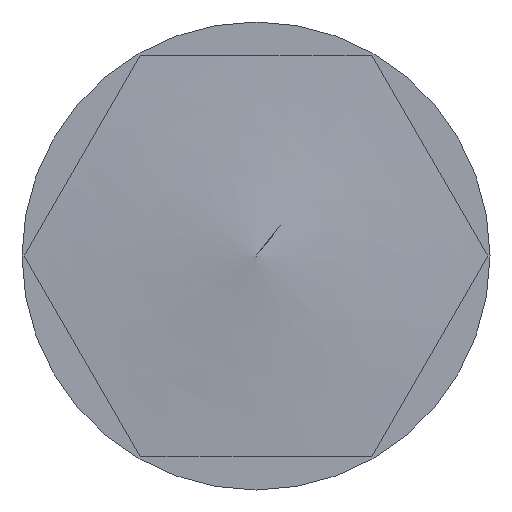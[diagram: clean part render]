
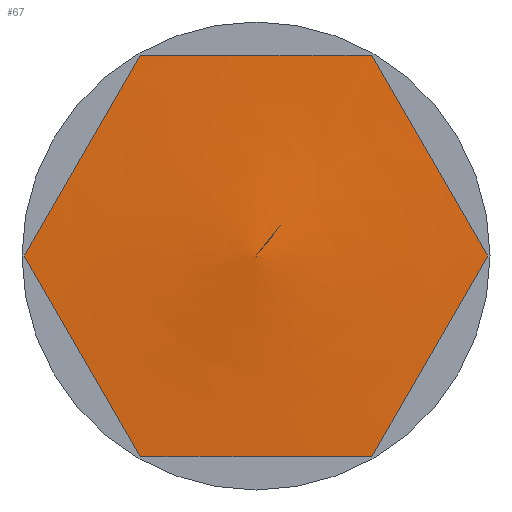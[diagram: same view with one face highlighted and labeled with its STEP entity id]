
A CAD part, left-side view. The second image highlights one B-rep face of the part: STEP entity #67.
In plain terms, the highlighted free-form (B-spline) face has degree [3, 3] with [4, 7] control points.
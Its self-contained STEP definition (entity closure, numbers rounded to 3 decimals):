
#67 = ADVANCED_FACE( '', ( #153, #154 ), #155, .F. );
#153 = FACE_OUTER_BOUND( '', #263, .T. );
#154 = FACE_BOUND( '', #264, .T. );
#155 = ( BOUNDED_SURFACE(  )B_SPLINE_SURFACE( 3, 3, ( ( #267, #268, #269, #270, #271, #272, #273 ), ( #274, #275, #276, #277, #278, #279, #280 ), ( #281, #282, #283, #284, #285, #286, #287 ), ( #288, #289, #290, #291, #292, #293, #294 ) ), .UNSPECIFIED., .F., .T., .F. )B_SPLINE_SURFACE_WITH_KNOTS( ( 4, 4 ), ( 4, 3, 4 ), ( 0., 6.283 ), ( 1.611, 1.643, 1.674 ), .UNSPECIFIED. )GEOMETRIC_REPRESENTATION_ITEM(  )RATIONAL_B_SPLINE_SURFACE( ( ( 1., 0.333, 0.333, 1., 0.333, 0.333, 1. ), ( 1., 0.333, 0.333, 1., 0.333, 0.333, 1. ), ( 1., 0.333, 0.333, 1., 0.333, 0.333, 1. ), ( 1., 0.333, 0.333, 1., 0.333, 0.333, 1. ) ) )REPRESENTATION_ITEM( '' )SURFACE(  ) );
#263 = EDGE_LOOP( '', ( #432, #433, #434, #435, #436, #437 ) );
#264 = VERTEX_LOOP( '', #438 );
#267 = CARTESIAN_POINT( '', ( 0., 0., 0. ) );
#268 = CARTESIAN_POINT( '', ( 0., 0., 0. ) );
#269 = CARTESIAN_POINT( '', ( 0., 0., 0. ) );
#270 = CARTESIAN_POINT( '', ( 0., 0., 0. ) );
#271 = CARTESIAN_POINT( '', ( 0., 0., 0. ) );
#272 = CARTESIAN_POINT( '', ( 0., 0., 0. ) );
#273 = CARTESIAN_POINT( '', ( 0., 0., 0. ) );
#274 = CARTESIAN_POINT( '', ( 0.482, 0., -4.635 ) );
#275 = CARTESIAN_POINT( '', ( 0.482, 9.27, -4.635 ) );
#276 = CARTESIAN_POINT( '', ( 0.482, 9.27, 4.635 ) );
#277 = CARTESIAN_POINT( '', ( 0.482, 0., 4.635 ) );
#278 = CARTESIAN_POINT( '', ( 0.482, -9.27, 4.635 ) );
#279 = CARTESIAN_POINT( '', ( 0.482, -9.27, -4.635 ) );
#280 = CARTESIAN_POINT( '', ( 0.482, 0., -4.635 ) );
#281 = CARTESIAN_POINT( '', ( 0.817, 0., -9.283 ) );
#282 = CARTESIAN_POINT( '', ( 0.817, 18.567, -9.283 ) );
#283 = CARTESIAN_POINT( '', ( 0.817, 18.567, 9.283 ) );
#284 = CARTESIAN_POINT( '', ( 0.817, 0., 9.283 ) );
#285 = CARTESIAN_POINT( '', ( 0.817, -18.567, 9.283 ) );
#286 = CARTESIAN_POINT( '', ( 0.817, -18.567, -9.283 ) );
#287 = CARTESIAN_POINT( '', ( 0.817, 0., -9.283 ) );
#288 = CARTESIAN_POINT( '', ( 1.003, 0., -13.94 ) );
#289 = CARTESIAN_POINT( '', ( 1.003, 27.879, -13.94 ) );
#290 = CARTESIAN_POINT( '', ( 1.003, 27.879, 13.94 ) );
#291 = CARTESIAN_POINT( '', ( 1.003, 0., 13.94 ) );
#292 = CARTESIAN_POINT( '', ( 1.003, -27.879, 13.94 ) );
#293 = CARTESIAN_POINT( '', ( 1.003, -27.879, -13.94 ) );
#294 = CARTESIAN_POINT( '', ( 1.003, 0., -13.94 ) );
#432 = ORIENTED_EDGE( '', *, *, #695, .F. );
#433 = ORIENTED_EDGE( '', *, *, #672, .F. );
#434 = ORIENTED_EDGE( '', *, *, #677, .F. );
#435 = ORIENTED_EDGE( '', *, *, #696, .F. );
#436 = ORIENTED_EDGE( '', *, *, #697, .F. );
#437 = ORIENTED_EDGE( '', *, *, #698, .F. );
#438 = VERTEX_POINT( '', #699 );
#672 = EDGE_CURVE( '', #790, #792, #793, .T. );
#677 = EDGE_CURVE( '', #799, #790, #801, .T. );
#695 = EDGE_CURVE( '', #792, #831, #832, .T. );
#696 = EDGE_CURVE( '', #833, #799, #834, .T. );
#697 = EDGE_CURVE( '', #835, #833, #836, .T. );
#698 = EDGE_CURVE( '', #831, #835, #837, .T. );
#699 = CARTESIAN_POINT( '', ( 0., 0., 0. ) );
#790 = VERTEX_POINT( '', #963 );
#792 = VERTEX_POINT( '', #966 );
#793 = B_SPLINE_CURVE_WITH_KNOTS( '', 3, ( #967, #968, #969, #970, #971 ), .UNSPECIFIED., .F., .F., ( 4, 1, 4 ), ( 0., 0.007, 0.014 ), .UNSPECIFIED. );
#799 = VERTEX_POINT( '', #979 );
#801 = B_SPLINE_CURVE_WITH_KNOTS( '', 3, ( #982, #983, #984, #985, #986, #987, #988, #989, #990, #991, #992, #993 ), .UNSPECIFIED., .F., .F., ( 4, 2, 2, 2, 2, 4 ), ( 1.473, 1.476, 1.478, 1.479, 1.48, 1.487 ), .UNSPECIFIED. );
#831 = VERTEX_POINT( '', #1032 );
#832 = B_SPLINE_CURVE_WITH_KNOTS( '', 3, ( #1033, #1034, #1035, #1036, #1037 ), .UNSPECIFIED., .F., .F., ( 4, 1, 4 ), ( 0., 0.007, 0.014 ), .UNSPECIFIED. );
#833 = VERTEX_POINT( '', #1038 );
#834 = B_SPLINE_CURVE_WITH_KNOTS( '', 3, ( #1039, #1040, #1041, #1042, #1043 ), .UNSPECIFIED., .F., .F., ( 4, 1, 4 ), ( 0., 0.007, 0.014 ), .UNSPECIFIED. );
#835 = VERTEX_POINT( '', #1044 );
#836 = B_SPLINE_CURVE_WITH_KNOTS( '', 3, ( #1045, #1046, #1047, #1048, #1049 ), .UNSPECIFIED., .F., .F., ( 4, 1, 4 ), ( 0., 0.007, 0.014 ), .UNSPECIFIED. );
#837 = B_SPLINE_CURVE_WITH_KNOTS( '', 3, ( #1050, #1051, #1052, #1053, #1054, #1055, #1056, #1057, #1058, #1059, #1060, #1061 ), .UNSPECIFIED., .F., .F., ( 4, 2, 2, 2, 2, 4 ), ( 1.473, 1.476, 1.478, 1.479, 1.48, 1.487 ), .UNSPECIFIED. );
#963 = CARTESIAN_POINT( '', ( 1., 6.928, -12. ) );
#966 = CARTESIAN_POINT( '', ( 1., 13.856, 0. ) );
#967 = CARTESIAN_POINT( '', ( 1., 6.928, -12. ) );
#968 = CARTESIAN_POINT( '', ( 0.953, 8.083, -10. ) );
#969 = CARTESIAN_POINT( '', ( 0.881, 10.392, -6. ) );
#970 = CARTESIAN_POINT( '', ( 0.953, 12.702, -2. ) );
#971 = CARTESIAN_POINT( '', ( 1., 13.856, 0. ) );
#979 = CARTESIAN_POINT( '', ( 1., -6.928, -12. ) );
#982 = CARTESIAN_POINT( '', ( 1., -6.928, -12. ) );
#983 = CARTESIAN_POINT( '', ( 0.977, -5.771, -12. ) );
#984 = CARTESIAN_POINT( '', ( 0.955, -4.613, -12. ) );
#985 = CARTESIAN_POINT( '', ( 0.933, -2.877, -12. ) );
#986 = CARTESIAN_POINT( '', ( 0.927, -2.298, -12. ) );
#987 = CARTESIAN_POINT( '', ( 0.921, -1.43, -12. ) );
#988 = CARTESIAN_POINT( '', ( 0.919, -1.141, -12. ) );
#989 = CARTESIAN_POINT( '', ( 0.917, -0.562, -12. ) );
#990 = CARTESIAN_POINT( '', ( 0.917, -0.271, -12. ) );
#991 = CARTESIAN_POINT( '', ( 0.917, 2.321, -12. ) );
#992 = CARTESIAN_POINT( '', ( 0.953, 4.625, -12. ) );
#993 = CARTESIAN_POINT( '', ( 1., 6.928, -12. ) );
#1032 = CARTESIAN_POINT( '', ( 1., 6.928, 12. ) );
#1033 = CARTESIAN_POINT( '', ( 1., 13.856, 0. ) );
#1034 = CARTESIAN_POINT( '', ( 0.953, 12.702, 2. ) );
#1035 = CARTESIAN_POINT( '', ( 0.881, 10.392, 6. ) );
#1036 = CARTESIAN_POINT( '', ( 0.953, 8.083, 10. ) );
#1037 = CARTESIAN_POINT( '', ( 1., 6.928, 12. ) );
#1038 = CARTESIAN_POINT( '', ( 1., -13.856, 0. ) );
#1039 = CARTESIAN_POINT( '', ( 1., -13.856, 0. ) );
#1040 = CARTESIAN_POINT( '', ( 0.953, -12.702, -2. ) );
#1041 = CARTESIAN_POINT( '', ( 0.881, -10.392, -6. ) );
#1042 = CARTESIAN_POINT( '', ( 0.953, -8.083, -10. ) );
#1043 = CARTESIAN_POINT( '', ( 1., -6.928, -12. ) );
#1044 = CARTESIAN_POINT( '', ( 1., -6.928, 12. ) );
#1045 = CARTESIAN_POINT( '', ( 1., -6.928, 12. ) );
#1046 = CARTESIAN_POINT( '', ( 0.953, -8.083, 10. ) );
#1047 = CARTESIAN_POINT( '', ( 0.881, -10.392, 6. ) );
#1048 = CARTESIAN_POINT( '', ( 0.953, -12.702, 2. ) );
#1049 = CARTESIAN_POINT( '', ( 1., -13.856, 0. ) );
#1050 = CARTESIAN_POINT( '', ( 1., 6.928, 12. ) );
#1051 = CARTESIAN_POINT( '', ( 0.977, 5.771, 12. ) );
#1052 = CARTESIAN_POINT( '', ( 0.955, 4.613, 12. ) );
#1053 = CARTESIAN_POINT( '', ( 0.933, 2.877, 12. ) );
#1054 = CARTESIAN_POINT( '', ( 0.927, 2.298, 12. ) );
#1055 = CARTESIAN_POINT( '', ( 0.921, 1.43, 12. ) );
#1056 = CARTESIAN_POINT( '', ( 0.919, 1.141, 12. ) );
#1057 = CARTESIAN_POINT( '', ( 0.917, 0.562, 12. ) );
#1058 = CARTESIAN_POINT( '', ( 0.917, 0.271, 12. ) );
#1059 = CARTESIAN_POINT( '', ( 0.917, -2.321, 12. ) );
#1060 = CARTESIAN_POINT( '', ( 0.953, -4.625, 12. ) );
#1061 = CARTESIAN_POINT( '', ( 1., -6.928, 12. ) );
